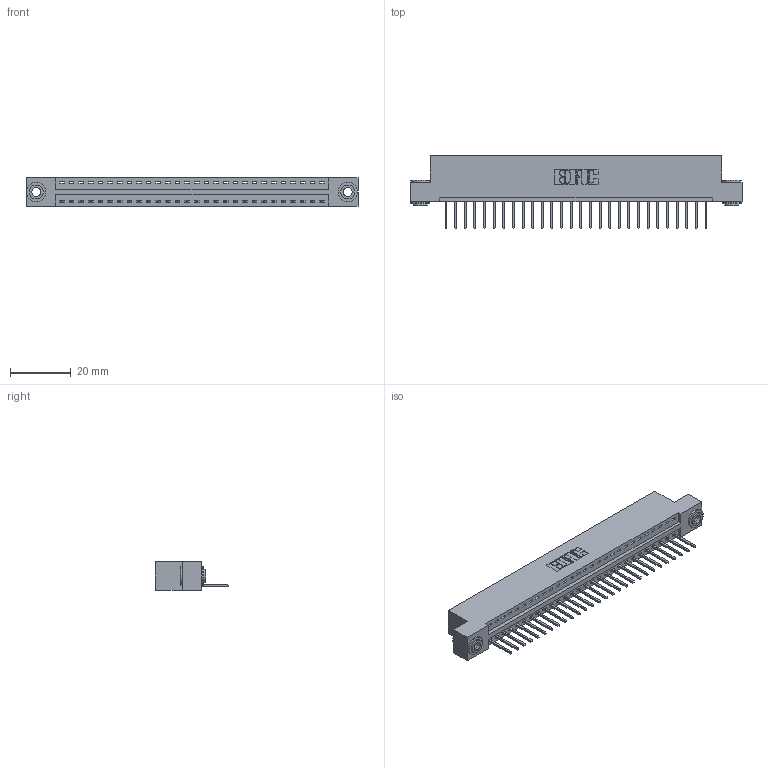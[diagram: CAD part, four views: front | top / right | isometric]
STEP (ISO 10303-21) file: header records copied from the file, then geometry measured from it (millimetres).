
FILE_DESCRIPTION (( 'STEP AP203' ), '1' );
FILE_NAME ('396-028-526-103.STEP', '2019-10-27T08:44:41', ( '' ), ( '' ), 'SwSTEP 2.0', 'SolidWorks 2016', '' );
FILE_SCHEMA (( 'CONFIG_CONTROL_DESIGN' ));
Length unit declared in the file: inch
Products named in the file (4): 345-250-002_345-250-002-102; 396-028-526-103; 345-292-001_345-293-126; 346 Part_Flush Mounting Lugs - 0.156 Dia-TH
Assembly tree (31 placements, depth 2):
  396-028-526-103
    346 Part_Flush Mounting Lugs - 0.156 Dia-TH
    345-292-001_345-293-126  x28
    345-250-002_345-250-002-102  x2
Bounding box: 109.47 x 24.13 x 9.4 mm (x, y, z)
Volume: 10379.7 mm3; surface area: 13014.1 mm2
Topology: 31 solids, 31 shells, 1784 faces, 5333 edges, 3514 vertices
Faces by surface type: plane 1206, cylinder 570, cone 8
Entity records: 19930 total; most frequent: CARTESIAN_POINT 3399, ORIENTED_EDGE 3354, DIRECTION 3047, EDGE_CURVE 1677, LINE 1409, VECTOR 1409, VERTEX_POINT 1114, AXIS2_PLACEMENT_3D 819
